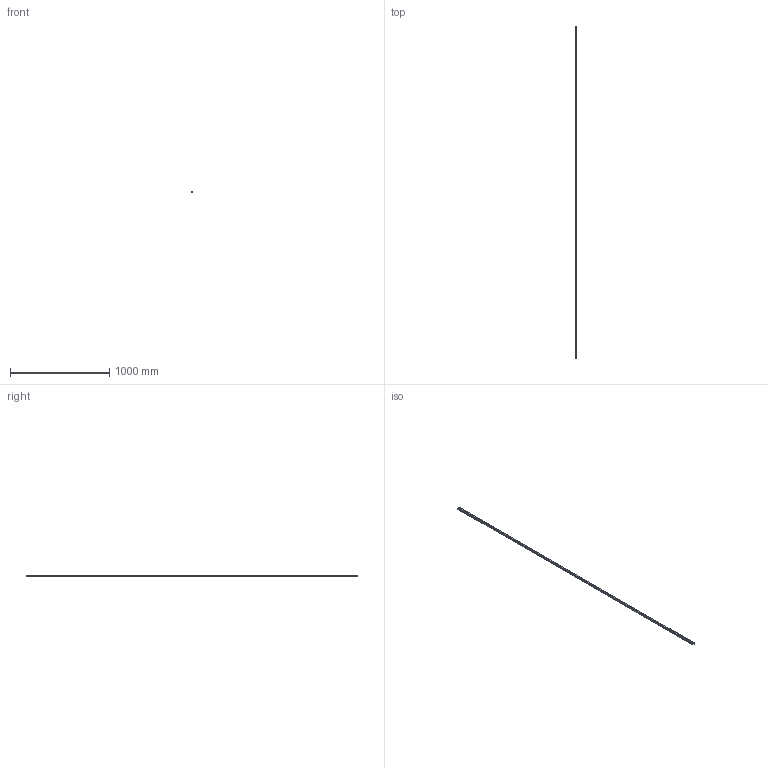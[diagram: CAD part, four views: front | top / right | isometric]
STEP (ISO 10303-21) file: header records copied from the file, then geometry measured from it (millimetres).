
FILE_DESCRIPTION(('STEP AP214'),'1');
FILE_NAME('cctmp_66DBF0E3-1236-4767-9646-65D78D08048B_2020_5_18_12_29_43_102..stp','2020-05-18T10:29:43',('HIWIN GmbH'),('CADClick - www.CADClick.com'),'Spatial InterOp 3D',' ','unknown authorization');
FILE_SCHEMA(('AUTOMOTIVE_DESIGN'));
Length unit declared in the file: millimetre
Products named in the file (1): HGR20R3340H_FILE
Bounding box: 20 x 3340 x 17.5 mm (x, y, z)
Volume: 954606.6 mm3; surface area: 283313.2 mm2
Topology: 1 solids, 1 shells, 611 faces, 1311 edges, 874 vertices
Faces by surface type: cylinder 358, plane 253
Entity records: 21793 total; most frequent: DIRECTION 3251, CARTESIAN_POINT 2797, ORIENTED_EDGE 2622, AXIS2_PLACEMENT_3D 1328, EDGE_CURVE 1311, VERTEX_POINT 874, EDGE_LOOP 783, CIRCLE 716
